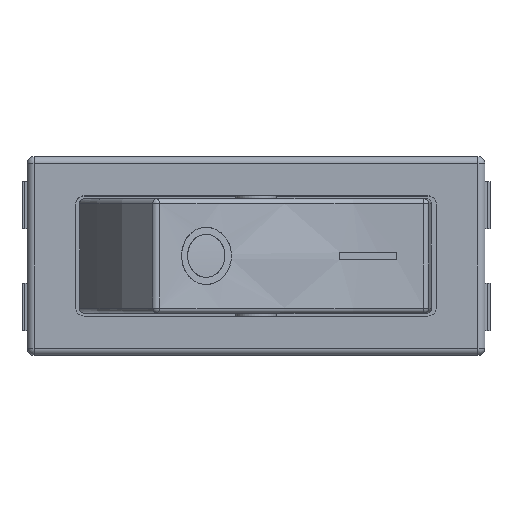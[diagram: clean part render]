
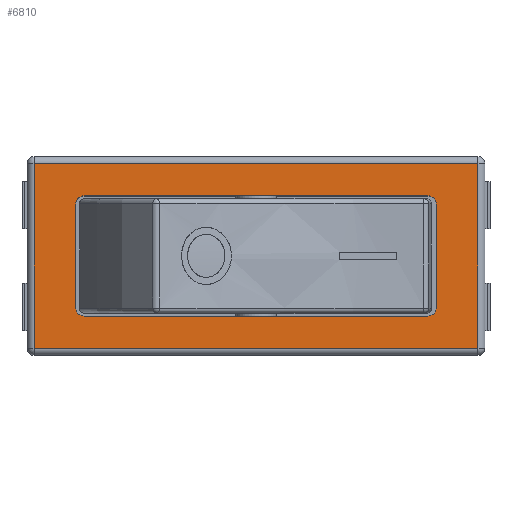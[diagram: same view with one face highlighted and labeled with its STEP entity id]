
A CAD part, top view. The second image highlights one B-rep face of the part: STEP entity #6810.
In plain terms, the highlighted planar face has unit normal (0, 0, 1).
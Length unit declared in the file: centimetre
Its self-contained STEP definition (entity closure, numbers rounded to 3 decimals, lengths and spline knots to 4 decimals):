
#199=FACE_BOUND('',#875,.T.);
#504=FACE_OUTER_BOUND('',#874,.T.);
#874=EDGE_LOOP('',(#5825,#5826,#5827,#5828));
#875=EDGE_LOOP('',(#5829,#5830,#5831,#5832,#5833,#5834,#5835,#5836));
#996=CIRCLE('',#7169,0.06);
#998=CIRCLE('',#7173,0.06);
#1000=CIRCLE('',#7177,0.06);
#1002=CIRCLE('',#7182,0.06);
#1754=LINE('',#11075,#2560);
#1758=LINE('',#11087,#2564);
#1763=LINE('',#11104,#2569);
#1765=LINE('',#11109,#2571);
#1766=LINE('',#11115,#2572);
#1768=LINE('',#11123,#2574);
#1770=LINE('',#11131,#2576);
#1772=LINE('',#11140,#2578);
#2560=VECTOR('',#8574,1.);
#2564=VECTOR('',#8586,1.);
#2569=VECTOR('',#8603,1.);
#2571=VECTOR('',#8611,1.);
#2572=VECTOR('',#8616,1.);
#2574=VECTOR('',#8624,1.);
#2576=VECTOR('',#8632,1.);
#2578=VECTOR('',#8644,1.);
#3199=VERTEX_POINT('',#11065);
#3200=VERTEX_POINT('',#11067);
#3202=VERTEX_POINT('',#11073);
#3204=VERTEX_POINT('',#11079);
#3206=VERTEX_POINT('',#11085);
#3209=VERTEX_POINT('',#11092);
#3210=VERTEX_POINT('',#11094);
#3212=VERTEX_POINT('',#11103);
#3214=VERTEX_POINT('',#11112);
#3215=VERTEX_POINT('',#11114);
#3218=VERTEX_POINT('',#11122);
#3221=VERTEX_POINT('',#11130);
#4106=EDGE_CURVE('',#3199,#3200,#996,.T.);
#4110=EDGE_CURVE('',#3199,#3202,#1754,.T.);
#4113=EDGE_CURVE('',#3204,#3202,#998,.T.);
#4116=EDGE_CURVE('',#3204,#3206,#1758,.T.);
#4119=EDGE_CURVE('',#3209,#3210,#1000,.T.);
#4124=EDGE_CURVE('',#3212,#3210,#1763,.T.);
#4126=EDGE_CURVE('',#3212,#3206,#1002,.T.);
#4127=EDGE_CURVE('',#3209,#3200,#1765,.T.);
#4129=EDGE_CURVE('',#3214,#3215,#1766,.T.);
#4133=EDGE_CURVE('',#3215,#3218,#1768,.T.);
#4137=EDGE_CURVE('',#3218,#3221,#1770,.T.);
#4142=EDGE_CURVE('',#3221,#3214,#1772,.T.);
#5825=ORIENTED_EDGE('',*,*,#4129,.F.);
#5826=ORIENTED_EDGE('',*,*,#4142,.F.);
#5827=ORIENTED_EDGE('',*,*,#4137,.F.);
#5828=ORIENTED_EDGE('',*,*,#4133,.F.);
#5829=ORIENTED_EDGE('',*,*,#4124,.T.);
#5830=ORIENTED_EDGE('',*,*,#4119,.F.);
#5831=ORIENTED_EDGE('',*,*,#4127,.T.);
#5832=ORIENTED_EDGE('',*,*,#4106,.F.);
#5833=ORIENTED_EDGE('',*,*,#4110,.T.);
#5834=ORIENTED_EDGE('',*,*,#4113,.F.);
#5835=ORIENTED_EDGE('',*,*,#4116,.T.);
#5836=ORIENTED_EDGE('',*,*,#4126,.F.);
#6484=PLANE('',#7208);
#6810=ADVANCED_FACE('',(#504,#199),#6484,.T.);
#7169=AXIS2_PLACEMENT_3D('',#11068,#8567,#8568);
#7173=AXIS2_PLACEMENT_3D('',#11081,#8580,#8581);
#7177=AXIS2_PLACEMENT_3D('',#11095,#8592,#8593);
#7182=AXIS2_PLACEMENT_3D('',#11107,#8607,#8608);
#7208=AXIS2_PLACEMENT_3D('',#11159,#8673,#8674);
#8567=DIRECTION('center_axis',(0.,0.,
1.));
#8568=DIRECTION('ref_axis',(0.707,0.707,0.));
#8574=DIRECTION('',(0.,-1.,0.));
#8580=DIRECTION('center_axis',(0.,0.,
1.));
#8581=DIRECTION('ref_axis',(0.707,-0.707,0.));
#8586=DIRECTION('',(-1.,0.,0.));
#8592=DIRECTION('center_axis',(0.,0.,
1.));
#8593=DIRECTION('ref_axis',(-0.707,0.707,0.));
#8603=DIRECTION('',(0.,1.,0.));
#8607=DIRECTION('center_axis',(0.,0.,
1.));
#8608=DIRECTION('ref_axis',(-0.707,-0.707,0.));
#8611=DIRECTION('',(1.,0.,0.));
#8616=DIRECTION('',(1.,0.,0.));
#8624=DIRECTION('',(0.,-1.,0.));
#8632=DIRECTION('',(-1.,0.,0.));
#8644=DIRECTION('',(0.,1.,0.));
#8673=DIRECTION('center_axis',(0.,0.,
1.));
#8674=DIRECTION('ref_axis',(1.,0.,0.));
#11065=CARTESIAN_POINT('',(1.26,0.36,2.));
#11067=CARTESIAN_POINT('',(1.2,0.42,2.));
#11068=CARTESIAN_POINT('Origin',(1.2,0.36,2.));
#11073=CARTESIAN_POINT('',(1.26,-0.36,2.));
#11075=CARTESIAN_POINT('',(1.26,-0.21,2.));
#11079=CARTESIAN_POINT('',(1.2,-0.42,2.));
#11081=CARTESIAN_POINT('Origin',(1.2,-0.36,2.));
#11085=CARTESIAN_POINT('',(-1.2,-0.42,2.));
#11087=CARTESIAN_POINT('',(-0.63,-0.42,2.));
#11092=CARTESIAN_POINT('',(-1.2,0.42,2.));
#11094=CARTESIAN_POINT('',(-1.26,0.36,2.));
#11095=CARTESIAN_POINT('Origin',(-1.2,0.36,2.));
#11103=CARTESIAN_POINT('',(-1.26,-0.36,2.));
#11104=CARTESIAN_POINT('',(-1.26,0.21,2.));
#11107=CARTESIAN_POINT('Origin',(-1.2,-0.36,2.));
#11109=CARTESIAN_POINT('',(0.63,0.42,2.));
#11112=CARTESIAN_POINT('',(-1.55,0.645,2.));
#11114=CARTESIAN_POINT('',(1.55,0.645,2.));
#11115=CARTESIAN_POINT('',(-0.775,0.645,2.));
#11122=CARTESIAN_POINT('',(1.55,-0.645,2.));
#11123=CARTESIAN_POINT('',(1.55,0.3225,2.));
#11130=CARTESIAN_POINT('',(-1.55,-0.645,2.));
#11131=CARTESIAN_POINT('',(0.775,-0.645,2.));
#11140=CARTESIAN_POINT('',(-1.55,-0.3225,2.));
#11159=CARTESIAN_POINT('Origin',(0.,0.,
2.));
